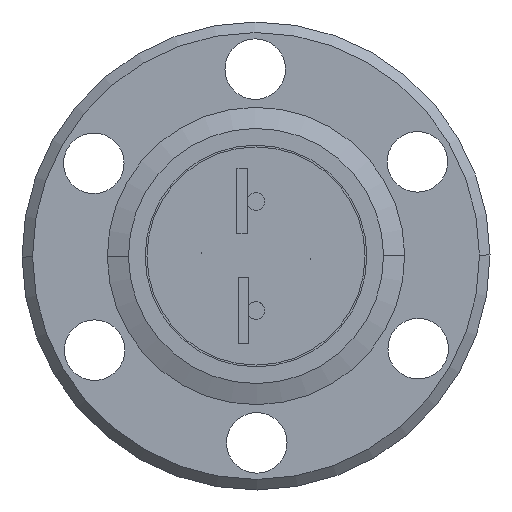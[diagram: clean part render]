
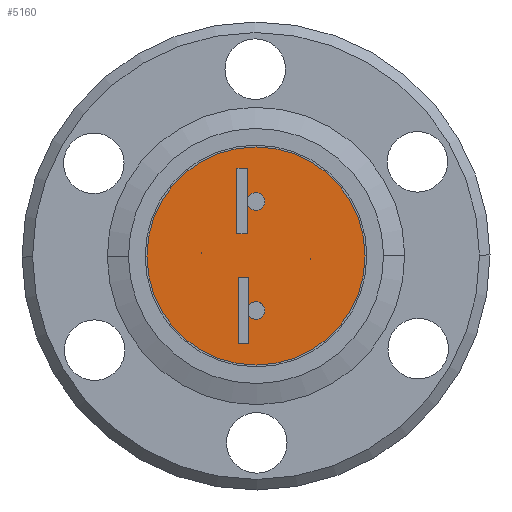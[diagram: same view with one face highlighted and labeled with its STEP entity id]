
A CAD part, front view. The second image highlights one B-rep face of the part: STEP entity #5160.
In plain terms, the highlighted planar face has unit normal (0, -1, 0).
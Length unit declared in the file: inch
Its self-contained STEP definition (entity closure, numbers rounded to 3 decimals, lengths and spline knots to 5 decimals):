
#640 = EDGE_CURVE ( 'NONE', #3040, #2014, #3786, .T. ) ;
#646 = EDGE_CURVE ( 'NONE', #2022, #1682, #3790, .T. ) ;
#647 = EDGE_CURVE ( 'NONE', #1926, #1691, #3955, .T. ) ;
#649 = EDGE_CURVE ( 'NONE', #1734, #3012, #3972, .T. ) ;
#655 = EDGE_CURVE ( 'NONE', #1820, #1923, #4001, .T. ) ;
#845 = CARTESIAN_POINT ( 'NONE',  ( 0., -2.04698, 0.155 ) ) ;
#846 = DIRECTION ( 'NONE',  ( 0., -1., 0. ) ) ;
#847 = DIRECTION ( 'NONE',  ( 1., 0., 0. ) ) ;
#900 = CARTESIAN_POINT ( 'NONE',  ( 0., -2.04698, -0.155 ) ) ;
#901 = DIRECTION ( 'NONE',  ( 0., -1., 0. ) ) ;
#902 = DIRECTION ( 'NONE',  ( 1., 0., 0. ) ) ;
#938 = CARTESIAN_POINT ( 'NONE',  ( 0.1548, -2.04698, -0.00782 ) ) ;
#939 = DIRECTION ( 'NONE',  ( 0., 1., 0. ) ) ;
#940 = DIRECTION ( 'NONE',  ( 0., 0., 1. ) ) ;
#1408 = DIRECTION ( 'NONE',  ( 0., 0., 1. ) ) ;
#1409 = DIRECTION ( 'NONE',  ( 0., 1., 0. ) ) ;
#1410 = CARTESIAN_POINT ( 'NONE',  ( -0.1548, -2.04698, 0.00782 ) ) ;
#1486 = CARTESIAN_POINT ( 'NONE',  ( 0.025, -2.04698, -0.155 ) ) ;
#1490 = CARTESIAN_POINT ( 'NONE',  ( 0., -2.04698, -0.31 ) ) ;
#1682 = VERTEX_POINT ( 'NONE', #4618 ) ;
#1691 = VERTEX_POINT ( 'NONE', #4865 ) ;
#1734 = VERTEX_POINT ( 'NONE', #4832 ) ;
#1820 = VERTEX_POINT ( 'NONE', #4828 ) ;
#1923 = VERTEX_POINT ( 'NONE', #4804 ) ;
#1926 = VERTEX_POINT ( 'NONE', #4793 ) ;
#2014 = VERTEX_POINT ( 'NONE', #5476 ) ;
#2022 = VERTEX_POINT ( 'NONE', #5468 ) ;
#2452 = FACE_BOUND ( 'NONE', #3082, .T. ) ;
#2453 = FACE_BOUND ( 'NONE', #3083, .T. ) ;
#2454 = FACE_BOUND ( 'NONE', #3072, .T. ) ;
#2455 = FACE_OUTER_BOUND ( 'NONE', #3129, .T. ) ;
#2456 = FACE_BOUND ( 'NONE', #3076, .T. ) ;
#2457 = CARTESIAN_POINT ( 'NONE',  ( 0., -2.04698, 0. ) ) ;
#2458 = DIRECTION ( 'NONE',  ( 0., 1., 0. ) ) ;
#2459 = DIRECTION ( 'NONE',  ( 0., 0., -1. ) ) ;
#2461 = CARTESIAN_POINT ( 'NONE',  ( 0., -2.04698, 0. ) ) ;
#2463 = PLANE ( 'NONE',  #4160 ) ;
#2464 = DIRECTION ( 'NONE',  ( 0., 1., 0. ) ) ;
#2465 = DIRECTION ( 'NONE',  ( 0., 0., 1. ) ) ;
#2792 = ORIENTED_EDGE ( 'NONE', *, *, #5307, .F. ) ;
#2793 = ORIENTED_EDGE ( 'NONE', *, *, #640, .F. ) ;
#2794 = ORIENTED_EDGE ( 'NONE', *, *, #649, .F. ) ;
#2795 = ORIENTED_EDGE ( 'NONE', *, *, #5159, .F. ) ;
#2799 = ORIENTED_EDGE ( 'NONE', *, *, #647, .T. ) ;
#2800 = ORIENTED_EDGE ( 'NONE', *, *, #5319, .T. ) ;
#2801 = ORIENTED_EDGE ( 'NONE', *, *, #655, .F. ) ;
#2802 = ORIENTED_EDGE ( 'NONE', *, *, #4897, .T. ) ;
#2936 = ORIENTED_EDGE ( 'NONE', *, *, #5290, .F. ) ;
#2937 = ORIENTED_EDGE ( 'NONE', *, *, #646, .T. ) ;
#3012 = VERTEX_POINT ( 'NONE', #1486 ) ;
#3040 = VERTEX_POINT ( 'NONE', #1490 ) ;
#3072 = EDGE_LOOP ( 'NONE', ( #2792, #2794 ) ) ;
#3076 = EDGE_LOOP ( 'NONE', ( #2936, #2801 ) ) ;
#3082 = EDGE_LOOP ( 'NONE', ( #2799, #2800 ) ) ;
#3083 = EDGE_LOOP ( 'NONE', ( #2937, #2802 ) ) ;
#3129 = EDGE_LOOP ( 'NONE', ( #2793, #2795 ) ) ;
#3778 = AXIS2_PLACEMENT_3D ( 'NONE', #4674, #4673, #4672 ) ;
#3786 = CIRCLE ( 'NONE', #3778, 0.31 ) ;
#3790 = CIRCLE ( 'NONE', #3958, 0.001 ) ;
#3832 = CIRCLE ( 'NONE', #3841, 0.001 ) ;
#3841 = AXIS2_PLACEMENT_3D ( 'NONE', #1410, #1409, #1408 ) ;
#3934 = CIRCLE ( 'NONE', #3977, 0.31 ) ;
#3955 = CIRCLE ( 'NONE', #3971, 0.001 ) ;
#3958 = AXIS2_PLACEMENT_3D ( 'NONE', #4658, #4657, #4656 ) ;
#3971 = AXIS2_PLACEMENT_3D ( 'NONE', #4654, #4653, #4652 ) ;
#3972 = CIRCLE ( 'NONE', #3997, 0.025 ) ;
#3977 = AXIS2_PLACEMENT_3D ( 'NONE', #2457, #2458, #2459 ) ;
#3997 = AXIS2_PLACEMENT_3D ( 'NONE', #4647, #4646, #4645 ) ;
#4001 = CIRCLE ( 'NONE', #4005, 0.025 ) ;
#4005 = AXIS2_PLACEMENT_3D ( 'NONE', #4632, #4631, #4630 ) ;
#4160 = AXIS2_PLACEMENT_3D ( 'NONE', #2461, #2464, #2465 ) ;
#4225 = AXIS2_PLACEMENT_3D ( 'NONE', #900, #901, #902 ) ;
#4239 = AXIS2_PLACEMENT_3D ( 'NONE', #938, #939, #940 ) ;
#4290 = CIRCLE ( 'NONE', #4225, 0.025 ) ;
#4294 = CIRCLE ( 'NONE', #4239, 0.001 ) ;
#4314 = AXIS2_PLACEMENT_3D ( 'NONE', #845, #846, #847 ) ;
#4316 = CIRCLE ( 'NONE', #4314, 0.025 ) ;
#4618 = CARTESIAN_POINT ( 'NONE',  ( -0.1548, -2.04698, 0.00682 ) ) ;
#4630 = DIRECTION ( 'NONE',  ( 1., 0., 0. ) ) ;
#4631 = DIRECTION ( 'NONE',  ( 0., -1., 0. ) ) ;
#4632 = CARTESIAN_POINT ( 'NONE',  ( 0., -2.04698, 0.155 ) ) ;
#4645 = DIRECTION ( 'NONE',  ( 1., 0., 0. ) ) ;
#4646 = DIRECTION ( 'NONE',  ( 0., -1., 0. ) ) ;
#4647 = CARTESIAN_POINT ( 'NONE',  ( 0., -2.04698, -0.155 ) ) ;
#4652 = DIRECTION ( 'NONE',  ( 0., 0., 1. ) ) ;
#4653 = DIRECTION ( 'NONE',  ( 0., 1., 0. ) ) ;
#4654 = CARTESIAN_POINT ( 'NONE',  ( 0.1548, -2.04698, -0.00782 ) ) ;
#4656 = DIRECTION ( 'NONE',  ( 0., 0., 1. ) ) ;
#4657 = DIRECTION ( 'NONE',  ( 0., 1., 0. ) ) ;
#4658 = CARTESIAN_POINT ( 'NONE',  ( -0.1548, -2.04698, 0.00782 ) ) ;
#4672 = DIRECTION ( 'NONE',  ( 0., 0., -1. ) ) ;
#4673 = DIRECTION ( 'NONE',  ( 0., 1., 0. ) ) ;
#4674 = CARTESIAN_POINT ( 'NONE',  ( 0., -2.04698, 0. ) ) ;
#4793 = CARTESIAN_POINT ( 'NONE',  ( 0.1548, -2.04698, -0.00682 ) ) ;
#4804 = CARTESIAN_POINT ( 'NONE',  ( 0.025, -2.04698, 0.155 ) ) ;
#4828 = CARTESIAN_POINT ( 'NONE',  ( -0.025, -2.04698, 0.155 ) ) ;
#4832 = CARTESIAN_POINT ( 'NONE',  ( -0.025, -2.04698, -0.155 ) ) ;
#4865 = CARTESIAN_POINT ( 'NONE',  ( 0.1548, -2.04698, -0.00882 ) ) ;
#4897 = EDGE_CURVE ( 'NONE', #1682, #2022, #3832, .T. ) ;
#5159 = EDGE_CURVE ( 'NONE', #2014, #3040, #3934, .T. ) ;
#5160 = ADVANCED_FACE ( 'NONE', ( #2454, #2455, #2452, #2453, #2456 ), #2463, .F. ) ;
#5290 = EDGE_CURVE ( 'NONE', #1923, #1820, #4316, .T. ) ;
#5307 = EDGE_CURVE ( 'NONE', #3012, #1734, #4290, .T. ) ;
#5319 = EDGE_CURVE ( 'NONE', #1691, #1926, #4294, .T. ) ;
#5468 = CARTESIAN_POINT ( 'NONE',  ( -0.1548, -2.04698, 0.00882 ) ) ;
#5476 = CARTESIAN_POINT ( 'NONE',  ( 0., -2.04698, 0.31 ) ) ;
